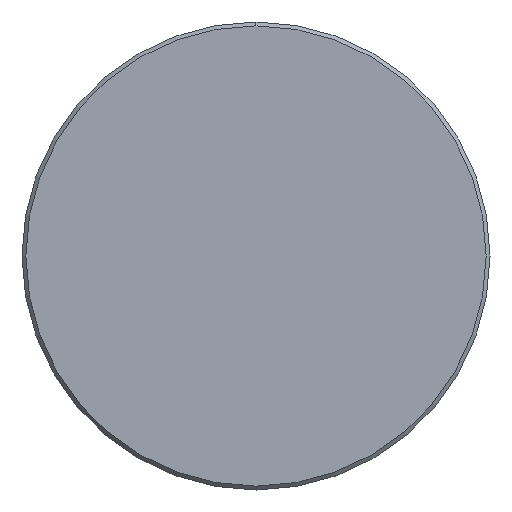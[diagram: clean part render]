
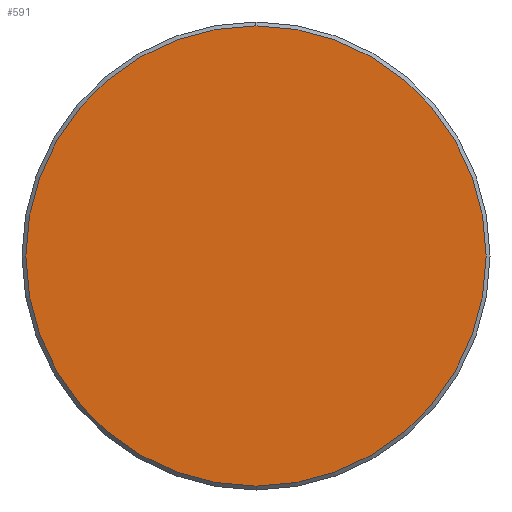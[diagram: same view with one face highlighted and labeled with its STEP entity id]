
A CAD part, left-side view. The second image highlights one B-rep face of the part: STEP entity #591.
In plain terms, the highlighted planar face has unit normal (-1, 0, 0).
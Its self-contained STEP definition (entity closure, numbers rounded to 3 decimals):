
#47 = VERTEX_POINT ( 'NONE', #609 ) ;
#84 = CARTESIAN_POINT ( 'NONE',  ( 0., 0., 0. ) ) ;
#87 = PLANE ( 'NONE',  #588 ) ;
#105 = DIRECTION ( 'NONE',  ( -1., 0., 0. ) ) ;
#182 = EDGE_CURVE ( 'NONE', #314, #47, #760, .T. ) ;
#223 = EDGE_LOOP ( 'NONE', ( #271, #523 ) ) ;
#271 = ORIENTED_EDGE ( 'NONE', *, *, #182, .T. ) ;
#314 = VERTEX_POINT ( 'NONE', #628 ) ;
#382 = CARTESIAN_POINT ( 'NONE',  ( 0., 0., 0. ) ) ;
#420 = DIRECTION ( 'NONE',  ( 0., 0., 1. ) ) ;
#453 = DIRECTION ( 'NONE',  ( 0., 0., 1. ) ) ;
#458 = AXIS2_PLACEMENT_3D ( 'NONE', #382, #705, #453 ) ;
#460 = EDGE_CURVE ( 'NONE', #47, #314, #771, .T. ) ;
#487 = CARTESIAN_POINT ( 'NONE',  ( 0., 0., 0. ) ) ;
#523 = ORIENTED_EDGE ( 'NONE', *, *, #460, .T. ) ;
#588 = AXIS2_PLACEMENT_3D ( 'NONE', #84, #594, #659 ) ;
#591 = ADVANCED_FACE ( 'NONE', ( #641 ), #87, .F. ) ;
#594 = DIRECTION ( 'NONE',  ( 1., 0., 0. ) ) ;
#609 = CARTESIAN_POINT ( 'NONE',  ( 0., 0., 17.7 ) ) ;
#628 = CARTESIAN_POINT ( 'NONE',  ( 0., 0., -17.7 ) ) ;
#641 = FACE_OUTER_BOUND ( 'NONE', #223, .T. ) ;
#659 = DIRECTION ( 'NONE',  ( 0., 0., -1. ) ) ;
#668 = AXIS2_PLACEMENT_3D ( 'NONE', #487, #105, #420 ) ;
#705 = DIRECTION ( 'NONE',  ( -1., 0., 0. ) ) ;
#760 = CIRCLE ( 'NONE', #668, 17.7 ) ;
#771 = CIRCLE ( 'NONE', #458, 17.7 ) ;
